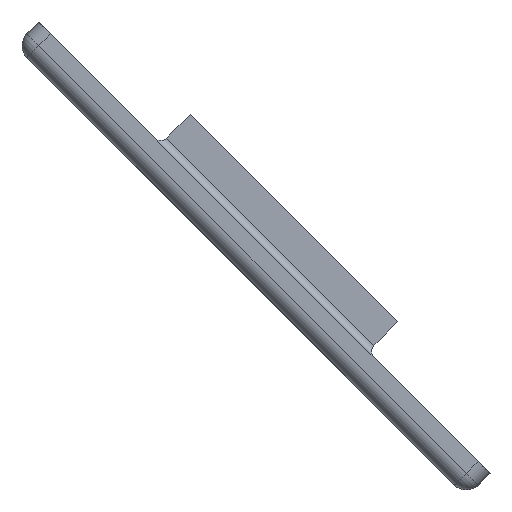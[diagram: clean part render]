
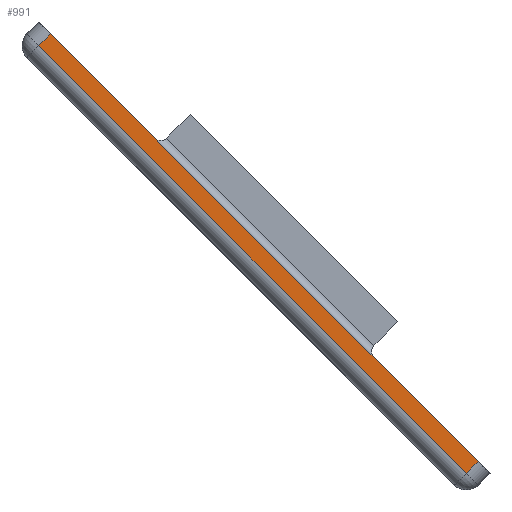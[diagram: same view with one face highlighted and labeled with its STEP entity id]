
A CAD part, left-side view. The second image highlights one B-rep face of the part: STEP entity #991.
In plain terms, the highlighted planar face has unit normal (-1, 0, 0).
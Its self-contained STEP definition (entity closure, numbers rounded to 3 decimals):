
#33 = LINE ( 'NONE', #300, #574 ) ;
#50 = CARTESIAN_POINT ( 'NONE',  ( -42.989, 60.32, 29.542 ) ) ;
#67 = VERTEX_POINT ( 'NONE', #203 ) ;
#119 = CARTESIAN_POINT ( 'NONE',  ( -42.989, 60.32, 29.542 ) ) ;
#122 = VERTEX_POINT ( 'NONE', #119 ) ;
#159 = LINE ( 'NONE', #801, #269 ) ;
#203 = CARTESIAN_POINT ( 'NONE',  ( -42.989, 35.5, 3.308 ) ) ;
#205 = DIRECTION ( 'NONE',  ( 1., 0., 0. ) ) ;
#269 = VECTOR ( 'NONE', #1161, 1000. ) ;
#300 = CARTESIAN_POINT ( 'NONE',  ( -42.989, 61.027, 30.249 ) ) ;
#311 = VERTEX_POINT ( 'NONE', #1103 ) ;
#358 = PLANE ( 'NONE',  #947 ) ;
#397 = ORIENTED_EDGE ( 'NONE', *, *, #1344, .T. ) ;
#412 = EDGE_CURVE ( 'NONE', #901, #67, #633, .T. ) ;
#499 = FACE_OUTER_BOUND ( 'NONE', #1569, .T. ) ;
#542 = EDGE_CURVE ( 'NONE', #122, #311, #33, .T. ) ;
#561 = DIRECTION ( 'NONE',  ( 0., 0.707, -0.707 ) ) ;
#565 = DIRECTION ( 'NONE',  ( 0., -0.707, -0.707 ) ) ;
#574 = VECTOR ( 'NONE', #565, 1000. ) ;
#630 = ORIENTED_EDGE ( 'NONE', *, *, #1287, .T. ) ;
#633 = LINE ( 'NONE', #1523, #653 ) ;
#653 = VECTOR ( 'NONE', #1139, 1000. ) ;
#707 = DIRECTION ( 'NONE',  ( 0., -0.707, -0.707 ) ) ;
#712 = VECTOR ( 'NONE', #561, 1000. ) ;
#801 = CARTESIAN_POINT ( 'NONE',  ( -42.989, 34.793, 4.015 ) ) ;
#875 = CARTESIAN_POINT ( 'NONE',  ( -42.989, 61.027, 30.249 ) ) ;
#901 = VERTEX_POINT ( 'NONE', #1465 ) ;
#947 = AXIS2_PLACEMENT_3D ( 'NONE', #875, #205, #707 ) ;
#991 = ADVANCED_FACE ( 'NONE', ( #499 ), #358, .F. ) ;
#1103 = CARTESIAN_POINT ( 'NONE',  ( -42.989, 34.793, 4.015 ) ) ;
#1139 = DIRECTION ( 'NONE',  ( 0., -0.707, -0.707 ) ) ;
#1161 = DIRECTION ( 'NONE',  ( 0., -0.707, 0.707 ) ) ;
#1230 = ORIENTED_EDGE ( 'NONE', *, *, #412, .T. ) ;
#1287 = EDGE_CURVE ( 'NONE', #122, #901, #1565, .T. ) ;
#1329 = ORIENTED_EDGE ( 'NONE', *, *, #542, .F. ) ;
#1344 = EDGE_CURVE ( 'NONE', #67, #311, #159, .T. ) ;
#1465 = CARTESIAN_POINT ( 'NONE',  ( -42.989, 61.027, 28.835 ) ) ;
#1523 = CARTESIAN_POINT ( 'NONE',  ( -42.989, 35.5, 3.308 ) ) ;
#1565 = LINE ( 'NONE', #50, #712 ) ;
#1569 = EDGE_LOOP ( 'NONE', ( #630, #1230, #397, #1329 ) ) ;
